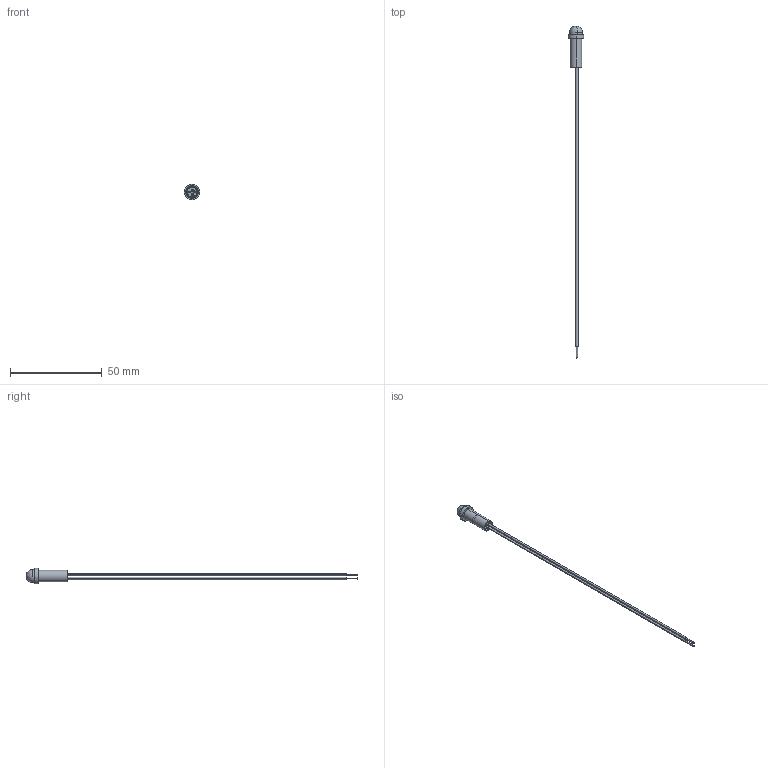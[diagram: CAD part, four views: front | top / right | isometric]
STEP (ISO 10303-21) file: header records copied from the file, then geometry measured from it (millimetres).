
FILE_DESCRIPTION (( 'STEP AP214' ), '1' );
FILE_NAME ('46W_Series.STEP', '2019-02-15T23:58:32', ( 'user' ), ( 'Microsoft' ), 'SwSTEP 2.0', 'SolidWorks 2018', '' );
FILE_SCHEMA (( 'AUTOMOTIVE_DESIGN' ));
Length unit declared in the file: foot
Products named in the file (5): WIRE UL1061 PB AWG 22_6"; 46-NX; 200-B1K_FOR 44 SERIES; SLEEVE 40-44 (SONIC WELD) 500007; 46W_Series
Assembly tree (5 placements, depth 2):
  46W_Series
    SLEEVE 40-44 (SONIC WELD) 500007
    200-B1K_FOR 44 SERIES
    46-NX
    WIRE UL1061 PB AWG 22_6"  x2
Bounding box: 8.5 x 181.28 x 8.5 mm (x, y, z)
Volume: 670.5 mm3; surface area: 4124 mm2
Topology: 6 solids, 8 shells, 303 faces, 831 edges, 549 vertices
Faces by surface type: plane 200, cylinder 80, cone 13, sphere 8, torus 2
Entity records: 10097 total; most frequent: DIRECTION 1756, CARTESIAN_POINT 1669, ORIENTED_EDGE 1606, EDGE_CURVE 805, AXIS2_PLACEMENT_3D 652, VERTEX_POINT 535, LINE 452, VECTOR 452
